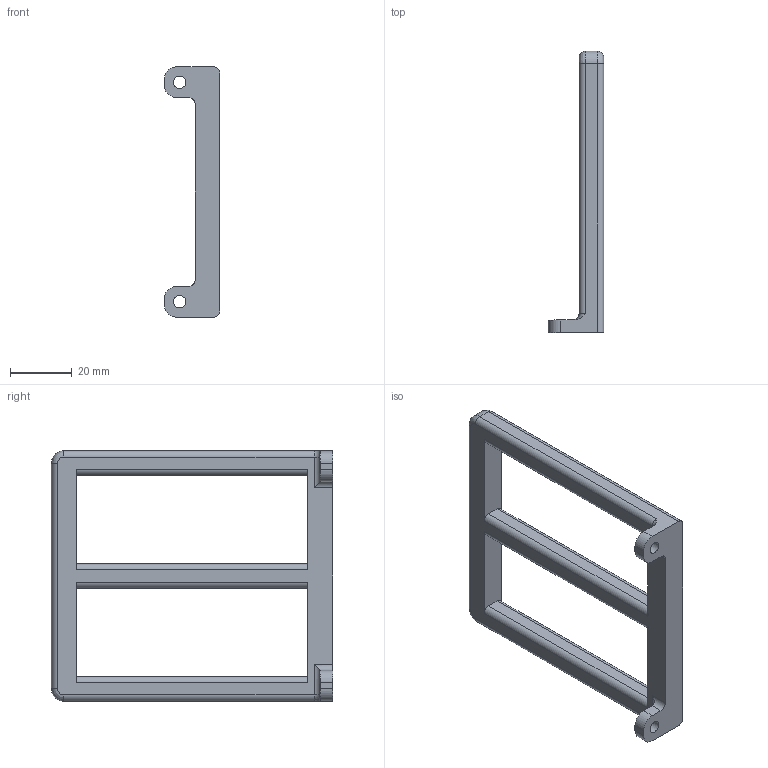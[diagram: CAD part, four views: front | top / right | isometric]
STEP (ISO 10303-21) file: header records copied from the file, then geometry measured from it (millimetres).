
FILE_DESCRIPTION(/* description */ (''),/* implementation_level */ '2;1');
FILE_NAME(/* name */ 'Wohnmobil Regal Norbert v15.stp',/* time_stamp */ '2022-09-22T11:56:49+02:00',/* author */ (''),/* organization */ (''),/* preprocessor_version */ 'ST-DEVELOPER v19',/* originating_system */ 'Autodesk Translation Framework v11.7.0.108',/* authorisation */ '');
FILE_SCHEMA (('AUTOMOTIVE_DESIGN { 1 0 10303 214 3 1 1 }'));
Length unit declared in the file: millimetre
Products named in the file (1): Wohnmobil Regal Norbert
Bounding box: 18 x 91.3 x 81.3 mm (x, y, z)
Volume: 24225.3 mm3; surface area: 12216 mm2
Topology: 1 solids, 1 shells, 66 faces, 159 edges, 102 vertices
Faces by surface type: cylinder 33, plane 27, bspline 4, torus 2
Full cylindrical faces by diameter (mm): 3.3 x7, 4 x2
Entity records: 2016 total; most frequent: CARTESIAN_POINT 378, DIRECTION 353, ORIENTED_EDGE 318, EDGE_CURVE 159, AXIS2_PLACEMENT_3D 133, VERTEX_POINT 102, LINE 87, VECTOR 87
